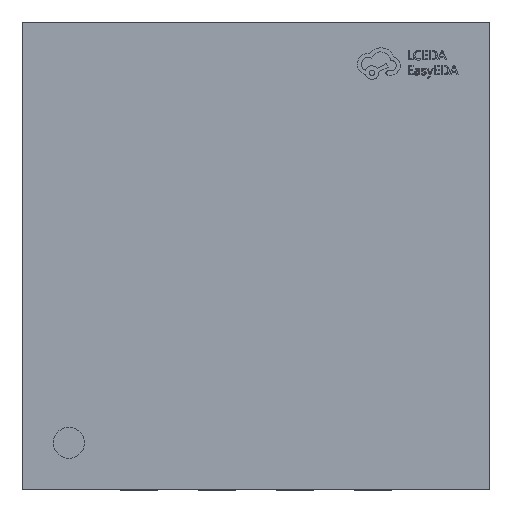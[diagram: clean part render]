
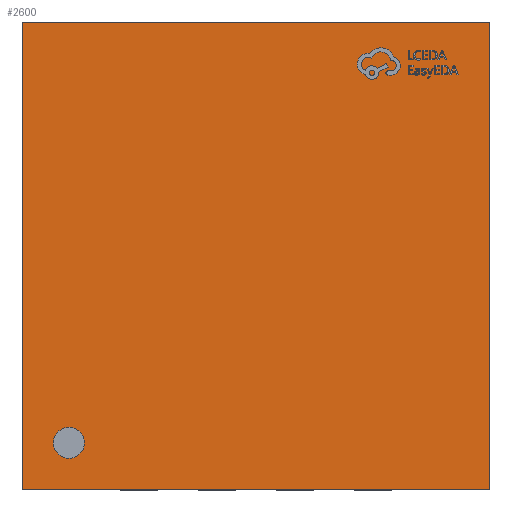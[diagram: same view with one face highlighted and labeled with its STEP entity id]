
A CAD part, top view. The second image highlights one B-rep face of the part: STEP entity #2600.
In plain terms, the highlighted planar face has unit normal (0, 0, 1).
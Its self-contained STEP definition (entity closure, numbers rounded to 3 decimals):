
#16 = CARTESIAN_POINT ( 'NONE',  ( -1.2, -1.2, 0.73 ) ) ;
#62 = CARTESIAN_POINT ( 'NONE',  ( 1.5, 1.5, 0.73 ) ) ;
#63 = CARTESIAN_POINT ( 'NONE',  ( -1.5, 1.5, 0.73 ) ) ;
#1200 = LINE ( 'NONE', #17539, #9266 ) ;
#1477 = CIRCLE ( 'NONE', #10205, 0.1 ) ;
#1669 = ORIENTED_EDGE ( 'NONE', *, *, #9556, .T. ) ;
#1901 = EDGE_CURVE ( 'NONE', #9810, #2101, #1200, .T. ) ;
#2101 = VERTEX_POINT ( 'NONE', #6727 ) ;
#2348 = VERTEX_POINT ( 'NONE', #11220 ) ;
#2407 = CARTESIAN_POINT ( 'NONE',  ( -1.1, -1.2, 0.73 ) ) ;
#2476 = DIRECTION ( 'NONE',  ( 1., 0., 0. ) ) ;
#2482 = VERTEX_POINT ( 'NONE', #4633 ) ;
#2600 = ADVANCED_FACE ( 'NONE', ( #17376, #3945 ), #4040, .F. ) ;
#2662 = DIRECTION ( 'NONE',  ( 1., 0., 0. ) ) ;
#2671 = VERTEX_POINT ( 'NONE', #2407 ) ;
#2957 = VECTOR ( 'NONE', #10150, 1000. ) ;
#3945 = FACE_OUTER_BOUND ( 'NONE', #5937, .T. ) ;
#4040 = PLANE ( 'NONE',  #9445 ) ;
#4534 = EDGE_CURVE ( 'NONE', #11918, #2482, #4610, .T. ) ;
#4610 = LINE ( 'NONE', #63, #5272 ) ;
#4633 = CARTESIAN_POINT ( 'NONE',  ( -1.5, 1.5, 0.73 ) ) ;
#4677 = ORIENTED_EDGE ( 'NONE', *, *, #16930, .F. ) ;
#5272 = VECTOR ( 'NONE', #5978, 1000. ) ;
#5732 = LINE ( 'NONE', #10347, #2957 ) ;
#5840 = EDGE_LOOP ( 'NONE', ( #4677, #12516 ) ) ;
#5937 = EDGE_LOOP ( 'NONE', ( #1669, #11792, #15272, #10093 ) ) ;
#5978 = DIRECTION ( 'NONE',  ( -1., 0., 0. ) ) ;
#6727 = CARTESIAN_POINT ( 'NONE',  ( 1.5, -1.5, 0.73 ) ) ;
#7276 = DIRECTION ( 'NONE',  ( 0., 0., 1. ) ) ;
#9266 = VECTOR ( 'NONE', #2662, 1000. ) ;
#9359 = DIRECTION ( 'NONE',  ( 0., -1., 0. ) ) ;
#9445 = AXIS2_PLACEMENT_3D ( 'NONE', #9910, #17654, #13044 ) ;
#9556 = EDGE_CURVE ( 'NONE', #2101, #11918, #5732, .T. ) ;
#9810 = VERTEX_POINT ( 'NONE', #10425 ) ;
#9910 = CARTESIAN_POINT ( 'NONE',  ( 0., 0., 0.73 ) ) ;
#10093 = ORIENTED_EDGE ( 'NONE', *, *, #1901, .T. ) ;
#10150 = DIRECTION ( 'NONE',  ( 0., 1., 0. ) ) ;
#10205 = AXIS2_PLACEMENT_3D ( 'NONE', #16, #7276, #11930 ) ;
#10347 = CARTESIAN_POINT ( 'NONE',  ( 1.5, -1.5, 0.73 ) ) ;
#10425 = CARTESIAN_POINT ( 'NONE',  ( -1.5, -1.5, 0.73 ) ) ;
#11220 = CARTESIAN_POINT ( 'NONE',  ( -1.3, -1.2, 0.73 ) ) ;
#11792 = ORIENTED_EDGE ( 'NONE', *, *, #4534, .T. ) ;
#11918 = VERTEX_POINT ( 'NONE', #62 ) ;
#11930 = DIRECTION ( 'NONE',  ( 1., 0., 0. ) ) ;
#12516 = ORIENTED_EDGE ( 'NONE', *, *, #18490, .F. ) ;
#13022 = CARTESIAN_POINT ( 'NONE',  ( -1.2, -1.2, 0.73 ) ) ;
#13044 = DIRECTION ( 'NONE',  ( -1., 0., 0. ) ) ;
#14034 = CIRCLE ( 'NONE', #17482, 0.1 ) ;
#15191 = CARTESIAN_POINT ( 'NONE',  ( -1.5, -1.5, 0.73 ) ) ;
#15272 = ORIENTED_EDGE ( 'NONE', *, *, #17859, .T. ) ;
#15997 = DIRECTION ( 'NONE',  ( 0., 0., 1. ) ) ;
#16930 = EDGE_CURVE ( 'NONE', #2671, #2348, #1477, .T. ) ;
#17144 = VECTOR ( 'NONE', #9359, 1000. ) ;
#17376 = FACE_BOUND ( 'NONE', #5840, .T. ) ;
#17482 = AXIS2_PLACEMENT_3D ( 'NONE', #13022, #15997, #2476 ) ;
#17539 = CARTESIAN_POINT ( 'NONE',  ( -1.5, -1.5, 0.73 ) ) ;
#17654 = DIRECTION ( 'NONE',  ( 0., 0., -1. ) ) ;
#17859 = EDGE_CURVE ( 'NONE', #2482, #9810, #18017, .T. ) ;
#18017 = LINE ( 'NONE', #15191, #17144 ) ;
#18490 = EDGE_CURVE ( 'NONE', #2348, #2671, #14034, .T. ) ;
